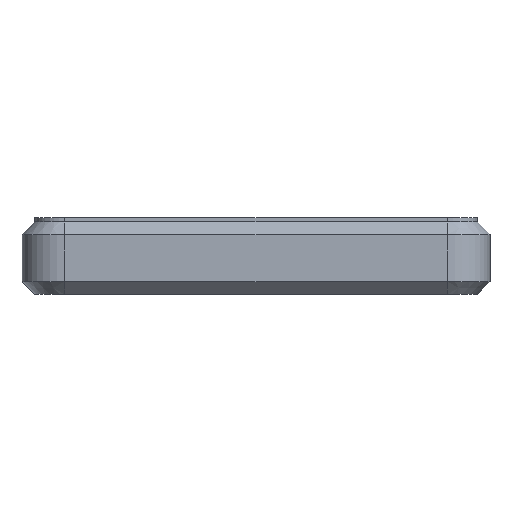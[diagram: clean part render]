
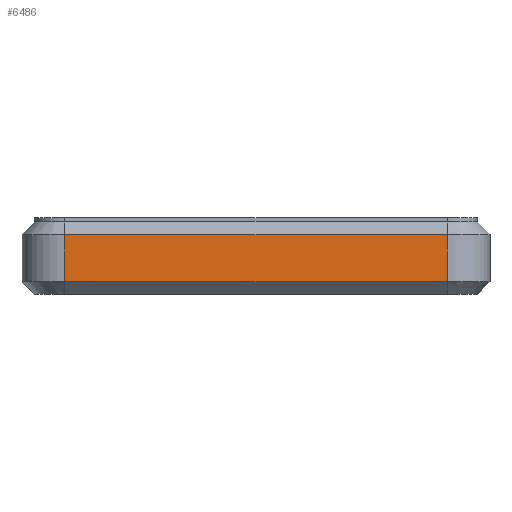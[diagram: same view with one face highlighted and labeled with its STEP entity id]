
A CAD part, left-side view. The second image highlights one B-rep face of the part: STEP entity #6486.
In plain terms, the highlighted planar face has unit normal (-1, 0, 0).
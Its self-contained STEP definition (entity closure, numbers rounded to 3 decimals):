
#1527 = CYLINDRICAL_SURFACE('',#1528,10.);
#1528 = AXIS2_PLACEMENT_3D('',#1529,#1530,#1531);
#1529 = CARTESIAN_POINT('',(-67.025,97.165,7.));
#1530 = DIRECTION('',(-0.,-0.,-1.));
#1531 = DIRECTION('',(0.,1.,0.));
#2502 = CYLINDRICAL_SURFACE('',#2503,10.);
#2503 = AXIS2_PLACEMENT_3D('',#2504,#2505,#2506);
#2504 = CARTESIAN_POINT('',(-67.025,7.165,7.));
#2505 = DIRECTION('',(-0.,-0.,-1.));
#2506 = DIRECTION('',(-1.,0.,0.));
#3152 = PLANE('',#3153);
#3153 = AXIS2_PLACEMENT_3D('',#3154,#3155,#3156);
#3154 = CARTESIAN_POINT('',(-75.525,7.165,-8.5));
#3155 = DIRECTION('',(0.707,0.,0.707));
#3156 = DIRECTION('',(0.,-1.,0.));
#3336 = VERTEX_POINT('',#3337);
#3337 = CARTESIAN_POINT('',(-77.025,97.165,4.));
#3359 = EDGE_CURVE('',#3336,#3360,#3362,.T.);
#3360 = VERTEX_POINT('',#3361);
#3361 = CARTESIAN_POINT('',(-77.025,97.165,-7.));
#3362 = SURFACE_CURVE('',#3363,(#3367,#3374),.PCURVE_S1.);
#3363 = LINE('',#3364,#3365);
#3364 = CARTESIAN_POINT('',(-77.025,97.165,7.));
#3365 = VECTOR('',#3366,1.);
#3366 = DIRECTION('',(-0.,-0.,-1.));
#3367 = PCURVE('',#1527,#3368);
#3368 = DEFINITIONAL_REPRESENTATION('',(#3369),#3373);
#3369 = LINE('',#3370,#3371);
#3370 = CARTESIAN_POINT('',(-1.571,0.));
#3371 = VECTOR('',#3372,1.);
#3372 = DIRECTION('',(-0.,1.));
#3373 = ( GEOMETRIC_REPRESENTATION_CONTEXT(2) 
PARAMETRIC_REPRESENTATION_CONTEXT() REPRESENTATION_CONTEXT('2D SPACE',''
  ) );
#3374 = PCURVE('',#3375,#3380);
#3375 = PLANE('',#3376);
#3376 = AXIS2_PLACEMENT_3D('',#3377,#3378,#3379);
#3377 = CARTESIAN_POINT('',(-77.025,52.165,-1.5));
#3378 = DIRECTION('',(-1.,-0.,-0.));
#3379 = DIRECTION('',(0.,0.,-1.));
#3380 = DEFINITIONAL_REPRESENTATION('',(#3381),#3385);
#3381 = LINE('',#3382,#3383);
#3382 = CARTESIAN_POINT('',(-8.5,-45.));
#3383 = VECTOR('',#3384,1.);
#3384 = DIRECTION('',(1.,0.));
#3385 = ( GEOMETRIC_REPRESENTATION_CONTEXT(2) 
PARAMETRIC_REPRESENTATION_CONTEXT() REPRESENTATION_CONTEXT('2D SPACE',''
  ) );
#5432 = EDGE_CURVE('',#5433,#5435,#5437,.T.);
#5433 = VERTEX_POINT('',#5434);
#5434 = CARTESIAN_POINT('',(-77.025,7.165,4.));
#5435 = VERTEX_POINT('',#5436);
#5436 = CARTESIAN_POINT('',(-77.025,7.165,-7.));
#5437 = SURFACE_CURVE('',#5438,(#5442,#5449),.PCURVE_S1.);
#5438 = LINE('',#5439,#5440);
#5439 = CARTESIAN_POINT('',(-77.025,7.165,7.));
#5440 = VECTOR('',#5441,1.);
#5441 = DIRECTION('',(-0.,-0.,-1.));
#5442 = PCURVE('',#2502,#5443);
#5443 = DEFINITIONAL_REPRESENTATION('',(#5444),#5448);
#5444 = LINE('',#5445,#5446);
#5445 = CARTESIAN_POINT('',(-0.,0.));
#5446 = VECTOR('',#5447,1.);
#5447 = DIRECTION('',(-0.,1.));
#5448 = ( GEOMETRIC_REPRESENTATION_CONTEXT(2) 
PARAMETRIC_REPRESENTATION_CONTEXT() REPRESENTATION_CONTEXT('2D SPACE',''
  ) );
#5449 = PCURVE('',#3375,#5450);
#5450 = DEFINITIONAL_REPRESENTATION('',(#5451),#5455);
#5451 = LINE('',#5452,#5453);
#5452 = CARTESIAN_POINT('',(-8.5,45.));
#5453 = VECTOR('',#5454,1.);
#5454 = DIRECTION('',(1.,0.));
#5455 = ( GEOMETRIC_REPRESENTATION_CONTEXT(2) 
PARAMETRIC_REPRESENTATION_CONTEXT() REPRESENTATION_CONTEXT('2D SPACE',''
  ) );
#6360 = EDGE_CURVE('',#5435,#3360,#6361,.T.);
#6361 = SURFACE_CURVE('',#6362,(#6366,#6373),.PCURVE_S1.);
#6362 = LINE('',#6363,#6364);
#6363 = CARTESIAN_POINT('',(-77.025,7.165,-7.));
#6364 = VECTOR('',#6365,1.);
#6365 = DIRECTION('',(0.,1.,0.));
#6366 = PCURVE('',#3152,#6367);
#6367 = DEFINITIONAL_REPRESENTATION('',(#6368),#6372);
#6368 = LINE('',#6369,#6370);
#6369 = CARTESIAN_POINT('',(-0.,-2.121));
#6370 = VECTOR('',#6371,1.);
#6371 = DIRECTION('',(-1.,0.));
#6372 = ( GEOMETRIC_REPRESENTATION_CONTEXT(2) 
PARAMETRIC_REPRESENTATION_CONTEXT() REPRESENTATION_CONTEXT('2D SPACE',''
  ) );
#6373 = PCURVE('',#3375,#6374);
#6374 = DEFINITIONAL_REPRESENTATION('',(#6375),#6379);
#6375 = LINE('',#6376,#6377);
#6376 = CARTESIAN_POINT('',(5.5,45.));
#6377 = VECTOR('',#6378,1.);
#6378 = DIRECTION('',(0.,-1.));
#6379 = ( GEOMETRIC_REPRESENTATION_CONTEXT(2) 
PARAMETRIC_REPRESENTATION_CONTEXT() REPRESENTATION_CONTEXT('2D SPACE',''
  ) );
#6426 = PLANE('',#6427);
#6427 = AXIS2_PLACEMENT_3D('',#6428,#6429,#6430);
#6428 = CARTESIAN_POINT('',(-75.525,7.165,5.5));
#6429 = DIRECTION('',(-0.707,0.,0.707));
#6430 = DIRECTION('',(0.,1.,0.));
#6486 = ADVANCED_FACE('',(#6487),#3375,.T.);
#6487 = FACE_BOUND('',#6488,.T.);
#6488 = EDGE_LOOP('',(#6489,#6490,#6511,#6512));
#6489 = ORIENTED_EDGE('',*,*,#5432,.F.);
#6490 = ORIENTED_EDGE('',*,*,#6491,.T.);
#6491 = EDGE_CURVE('',#5433,#3336,#6492,.T.);
#6492 = SURFACE_CURVE('',#6493,(#6497,#6504),.PCURVE_S1.);
#6493 = LINE('',#6494,#6495);
#6494 = CARTESIAN_POINT('',(-77.025,7.165,4.));
#6495 = VECTOR('',#6496,1.);
#6496 = DIRECTION('',(0.,1.,0.));
#6497 = PCURVE('',#3375,#6498);
#6498 = DEFINITIONAL_REPRESENTATION('',(#6499),#6503);
#6499 = LINE('',#6500,#6501);
#6500 = CARTESIAN_POINT('',(-5.5,45.));
#6501 = VECTOR('',#6502,1.);
#6502 = DIRECTION('',(0.,-1.));
#6503 = ( GEOMETRIC_REPRESENTATION_CONTEXT(2) 
PARAMETRIC_REPRESENTATION_CONTEXT() REPRESENTATION_CONTEXT('2D SPACE',''
  ) );
#6504 = PCURVE('',#6426,#6505);
#6505 = DEFINITIONAL_REPRESENTATION('',(#6506),#6510);
#6506 = LINE('',#6507,#6508);
#6507 = CARTESIAN_POINT('',(0.,2.121));
#6508 = VECTOR('',#6509,1.);
#6509 = DIRECTION('',(1.,0.));
#6510 = ( GEOMETRIC_REPRESENTATION_CONTEXT(2) 
PARAMETRIC_REPRESENTATION_CONTEXT() REPRESENTATION_CONTEXT('2D SPACE',''
  ) );
#6511 = ORIENTED_EDGE('',*,*,#3359,.T.);
#6512 = ORIENTED_EDGE('',*,*,#6360,.F.);
